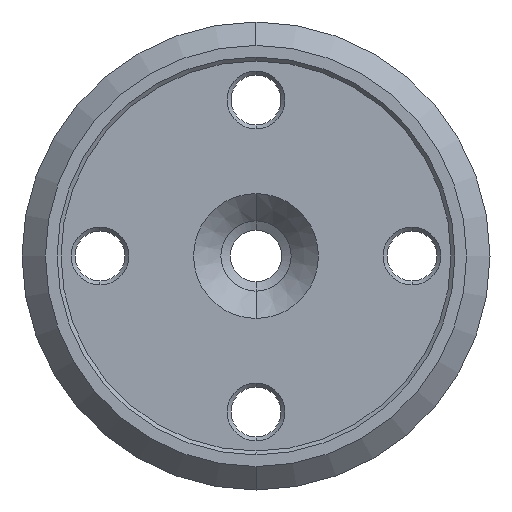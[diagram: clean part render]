
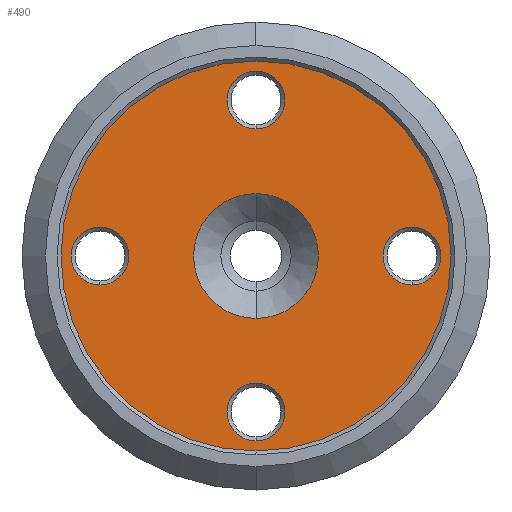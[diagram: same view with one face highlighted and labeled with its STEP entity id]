
A CAD part, left-side view. The second image highlights one B-rep face of the part: STEP entity #490.
In plain terms, the highlighted planar face has unit normal (-1, 0, 0).
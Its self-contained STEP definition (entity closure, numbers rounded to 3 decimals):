
#77 = CIRCLE ( 'NONE', #5839, 1.85 ) ;
#150 = AXIS2_PLACEMENT_3D ( 'NONE', #7380, #8290, #8214 ) ;
#192 = AXIS2_PLACEMENT_3D ( 'NONE', #7050, #7960, #6987 ) ;
#197 = EDGE_CURVE ( 'NONE', #6193, #4363, #203, .T. ) ;
#203 = CIRCLE ( 'NONE', #5681, 1.85 ) ;
#239 = ORIENTED_EDGE ( 'NONE', *, *, #8102, .F. ) ;
#309 = AXIS2_PLACEMENT_3D ( 'NONE', #2398, #4118, #10000 ) ;
#350 = FACE_OUTER_BOUND ( 'NONE', #2399, .T. ) ;
#490 = ADVANCED_FACE ( 'NONE', ( #1765, #4348, #9413, #6816, #597, #350 ), #1548, .T. ) ;
#559 = CIRCLE ( 'NONE', #7757, 1.85 ) ;
#597 = FACE_BOUND ( 'NONE', #8157, .T. ) ;
#687 = CARTESIAN_POINT ( 'NONE',  ( 0., 0., -12.5 ) ) ;
#755 = CARTESIAN_POINT ( 'NONE',  ( 0., -10., 0. ) ) ;
#789 = DIRECTION ( 'NONE',  ( 0., 0., 1. ) ) ;
#810 = CIRCLE ( 'NONE', #1221, 1.85 ) ;
#833 = EDGE_CURVE ( 'NONE', #4363, #6193, #77, .T. ) ;
#849 = CIRCLE ( 'NONE', #309, 1.85 ) ;
#1151 = DIRECTION ( 'NONE',  ( 1., 0., 0. ) ) ;
#1221 = AXIS2_PLACEMENT_3D ( 'NONE', #10255, #5266, #1934 ) ;
#1324 = CARTESIAN_POINT ( 'NONE',  ( 0., 0., -4. ) ) ;
#1548 = PLANE ( 'NONE',  #150 ) ;
#1659 = CARTESIAN_POINT ( 'NONE',  ( 0., 0., 4. ) ) ;
#1765 = FACE_BOUND ( 'NONE', #3578, .T. ) ;
#1874 = CARTESIAN_POINT ( 'NONE',  ( 0., 0., 8.15 ) ) ;
#1919 = EDGE_CURVE ( 'NONE', #8402, #8265, #849, .T. ) ;
#1934 = DIRECTION ( 'NONE',  ( 0., 0., 1. ) ) ;
#2004 = CARTESIAN_POINT ( 'NONE',  ( 0., 10., -1.85 ) ) ;
#2010 = CARTESIAN_POINT ( 'NONE',  ( 0., 0., -10. ) ) ;
#2032 = VERTEX_POINT ( 'NONE', #687 ) ;
#2042 = CARTESIAN_POINT ( 'NONE',  ( 0., 10., 1.85 ) ) ;
#2086 = CARTESIAN_POINT ( 'NONE',  ( 0., 0., 11.85 ) ) ;
#2088 = CARTESIAN_POINT ( 'NONE',  ( 0., 0., -10. ) ) ;
#2125 = EDGE_CURVE ( 'NONE', #6300, #2032, #3163, .T. ) ;
#2155 = DIRECTION ( 'NONE',  ( 0., 0., 1. ) ) ;
#2177 = EDGE_LOOP ( 'NONE', ( #8273, #3982 ) ) ;
#2376 = DIRECTION ( 'NONE',  ( 1., 0., 0. ) ) ;
#2398 = CARTESIAN_POINT ( 'NONE',  ( 0., 10., 0. ) ) ;
#2399 = EDGE_LOOP ( 'NONE', ( #9397, #7755 ) ) ;
#2698 = CARTESIAN_POINT ( 'NONE',  ( 0., 0., 0. ) ) ;
#3065 = VERTEX_POINT ( 'NONE', #4037 ) ;
#3069 = CARTESIAN_POINT ( 'NONE',  ( 0., 0., 0. ) ) ;
#3163 = CIRCLE ( 'NONE', #8852, 12.5 ) ;
#3556 = ORIENTED_EDGE ( 'NONE', *, *, #6307, .F. ) ;
#3578 = EDGE_LOOP ( 'NONE', ( #3556, #239 ) ) ;
#3716 = CARTESIAN_POINT ( 'NONE',  ( 0., 0., -11.85 ) ) ;
#3785 = AXIS2_PLACEMENT_3D ( 'NONE', #2698, #10178, #6023 ) ;
#3865 = EDGE_LOOP ( 'NONE', ( #9961, #10355 ) ) ;
#3982 = ORIENTED_EDGE ( 'NONE', *, *, #8030, .T. ) ;
#4037 = CARTESIAN_POINT ( 'NONE',  ( 0., 0., -8.15 ) ) ;
#4118 = DIRECTION ( 'NONE',  ( 1., 0., 0. ) ) ;
#4348 = FACE_BOUND ( 'NONE', #2177, .T. ) ;
#4363 = VERTEX_POINT ( 'NONE', #7023 ) ;
#4406 = AXIS2_PLACEMENT_3D ( 'NONE', #2088, #7825, #9415 ) ;
#4615 = EDGE_CURVE ( 'NONE', #7085, #6813, #9526, .T. ) ;
#4621 = ORIENTED_EDGE ( 'NONE', *, *, #5882, .T. ) ;
#4888 = ORIENTED_EDGE ( 'NONE', *, *, #1919, .T. ) ;
#4957 = CIRCLE ( 'NONE', #10750, 1.85 ) ;
#4977 = CARTESIAN_POINT ( 'NONE',  ( 0., -10., 1.85 ) ) ;
#5263 = ORIENTED_EDGE ( 'NONE', *, *, #7636, .T. ) ;
#5266 = DIRECTION ( 'NONE',  ( 1., 0., 0. ) ) ;
#5360 = CARTESIAN_POINT ( 'NONE',  ( 0., 0., 0. ) ) ;
#5681 = AXIS2_PLACEMENT_3D ( 'NONE', #5965, #1151, #8474 ) ;
#5839 = AXIS2_PLACEMENT_3D ( 'NONE', #755, #9893, #789 ) ;
#5882 = EDGE_CURVE ( 'NONE', #3065, #5912, #7048, .T. ) ;
#5912 = VERTEX_POINT ( 'NONE', #3716 ) ;
#5965 = CARTESIAN_POINT ( 'NONE',  ( 0., -10., 0. ) ) ;
#6023 = DIRECTION ( 'NONE',  ( 0., 0., 1. ) ) ;
#6072 = VERTEX_POINT ( 'NONE', #1659 ) ;
#6085 = DIRECTION ( 'NONE',  ( -1., 0., 0. ) ) ;
#6104 = CIRCLE ( 'NONE', #192, 12.5 ) ;
#6193 = VERTEX_POINT ( 'NONE', #4977 ) ;
#6300 = VERTEX_POINT ( 'NONE', #9429 ) ;
#6307 = EDGE_CURVE ( 'NONE', #6072, #8392, #6659, .T. ) ;
#6391 = CARTESIAN_POINT ( 'NONE',  ( 0., 0., 10. ) ) ;
#6536 = AXIS2_PLACEMENT_3D ( 'NONE', #6391, #8936, #7156 ) ;
#6659 = CIRCLE ( 'NONE', #9625, 4. ) ;
#6813 = VERTEX_POINT ( 'NONE', #1874 ) ;
#6816 = FACE_BOUND ( 'NONE', #8011, .T. ) ;
#6929 = EDGE_CURVE ( 'NONE', #5912, #3065, #559, .T. ) ;
#6987 = DIRECTION ( 'NONE',  ( 0., 0., -1. ) ) ;
#7023 = CARTESIAN_POINT ( 'NONE',  ( 0., -10., -1.85 ) ) ;
#7048 = CIRCLE ( 'NONE', #4406, 1.85 ) ;
#7050 = CARTESIAN_POINT ( 'NONE',  ( 0., 0., 0. ) ) ;
#7085 = VERTEX_POINT ( 'NONE', #2086 ) ;
#7156 = DIRECTION ( 'NONE',  ( 0., 0., 1. ) ) ;
#7157 = CIRCLE ( 'NONE', #3785, 4. ) ;
#7380 = CARTESIAN_POINT ( 'NONE',  ( 0., 0., 0. ) ) ;
#7636 = EDGE_CURVE ( 'NONE', #8265, #8402, #4957, .T. ) ;
#7755 = ORIENTED_EDGE ( 'NONE', *, *, #2125, .F. ) ;
#7757 = AXIS2_PLACEMENT_3D ( 'NONE', #2010, #10437, #2155 ) ;
#7825 = DIRECTION ( 'NONE',  ( 1., 0., 0. ) ) ;
#7960 = DIRECTION ( 'NONE',  ( 1., 0., 0. ) ) ;
#8011 = EDGE_LOOP ( 'NONE', ( #4621, #10644 ) ) ;
#8030 = EDGE_CURVE ( 'NONE', #6813, #7085, #810, .T. ) ;
#8102 = EDGE_CURVE ( 'NONE', #8392, #6072, #7157, .T. ) ;
#8157 = EDGE_LOOP ( 'NONE', ( #4888, #5263 ) ) ;
#8190 = DIRECTION ( 'NONE',  ( 0., 0., -1. ) ) ;
#8214 = DIRECTION ( 'NONE',  ( 0., 0., 1. ) ) ;
#8265 = VERTEX_POINT ( 'NONE', #2004 ) ;
#8273 = ORIENTED_EDGE ( 'NONE', *, *, #4615, .T. ) ;
#8290 = DIRECTION ( 'NONE',  ( -1., 0., 0. ) ) ;
#8392 = VERTEX_POINT ( 'NONE', #1324 ) ;
#8402 = VERTEX_POINT ( 'NONE', #2042 ) ;
#8474 = DIRECTION ( 'NONE',  ( 0., 0., 1. ) ) ;
#8599 = DIRECTION ( 'NONE',  ( 0., 0., 1. ) ) ;
#8852 = AXIS2_PLACEMENT_3D ( 'NONE', #3069, #2376, #8190 ) ;
#8936 = DIRECTION ( 'NONE',  ( 1., 0., 0. ) ) ;
#9331 = CARTESIAN_POINT ( 'NONE',  ( 0., 10., 0. ) ) ;
#9397 = ORIENTED_EDGE ( 'NONE', *, *, #10129, .F. ) ;
#9398 = DIRECTION ( 'NONE',  ( 1., 0., 0. ) ) ;
#9413 = FACE_BOUND ( 'NONE', #3865, .T. ) ;
#9415 = DIRECTION ( 'NONE',  ( 0., 0., 1. ) ) ;
#9429 = CARTESIAN_POINT ( 'NONE',  ( 0., 0., 12.5 ) ) ;
#9526 = CIRCLE ( 'NONE', #6536, 1.85 ) ;
#9625 = AXIS2_PLACEMENT_3D ( 'NONE', #5360, #6085, #8599 ) ;
#9893 = DIRECTION ( 'NONE',  ( 1., 0., 0. ) ) ;
#9961 = ORIENTED_EDGE ( 'NONE', *, *, #197, .T. ) ;
#10000 = DIRECTION ( 'NONE',  ( 0., 0., 1. ) ) ;
#10129 = EDGE_CURVE ( 'NONE', #2032, #6300, #6104, .T. ) ;
#10178 = DIRECTION ( 'NONE',  ( -1., 0., 0. ) ) ;
#10255 = CARTESIAN_POINT ( 'NONE',  ( 0., 0., 10. ) ) ;
#10286 = DIRECTION ( 'NONE',  ( 0., 0., 1. ) ) ;
#10355 = ORIENTED_EDGE ( 'NONE', *, *, #833, .T. ) ;
#10437 = DIRECTION ( 'NONE',  ( 1., 0., 0. ) ) ;
#10644 = ORIENTED_EDGE ( 'NONE', *, *, #6929, .T. ) ;
#10750 = AXIS2_PLACEMENT_3D ( 'NONE', #9331, #9398, #10286 ) ;
